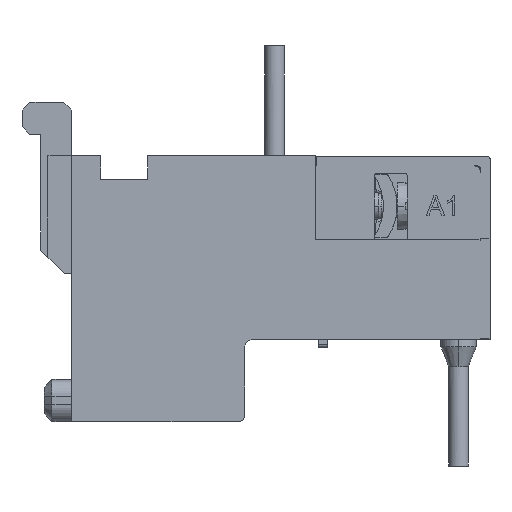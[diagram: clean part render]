
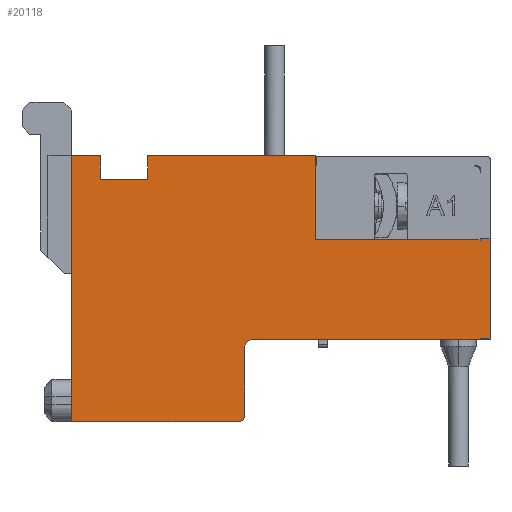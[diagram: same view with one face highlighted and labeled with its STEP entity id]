
A CAD part, left-side view. The second image highlights one B-rep face of the part: STEP entity #20118.
In plain terms, the highlighted planar face has unit normal (-1, 0, 0).
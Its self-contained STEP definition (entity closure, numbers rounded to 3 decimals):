
#2556=DIRECTION('',(0.,0.,1.));
#2557=VECTOR('',#2556,10.6);
#2558=CARTESIAN_POINT('',(-45.,21.,4.4));
#2559=LINE('',#2558,#2557);
#3438=DIRECTION('',(0.,1.,0.));
#3439=VECTOR('',#3438,29.);
#3440=CARTESIAN_POINT('',(-45.,0.,-8.4));
#3441=LINE('',#3440,#3439);
#3447=DIRECTION('',(0.,0.,1.));
#3448=VECTOR('',#3447,0.2);
#3449=CARTESIAN_POINT('',(-45.,0.,-8.4));
#3450=LINE('',#3449,#3448);
#3451=DIRECTION('',(0.,0.707,0.707));
#3452=VECTOR('',#3451,0.283);
#3453=CARTESIAN_POINT('',(-45.,0.,4.2));
#3454=LINE('',#3453,#3452);
#3455=DIRECTION('',(0.,0.,1.));
#3456=VECTOR('',#3455,0.3);
#3457=CARTESIAN_POINT('',(-45.,0.,4.2));
#3458=LINE('',#3457,#3456);
#3459=DIRECTION('',(0.,-1.,0.));
#3460=VECTOR('',#3459,1.2);
#3461=CARTESIAN_POINT('',(-45.,0.,4.5));
#3462=LINE('',#3461,#3460);
#3463=DIRECTION('',(0.,0.,-1.));
#3464=VECTOR('',#3463,12.7);
#3465=CARTESIAN_POINT('',(-45.,-1.2,4.5));
#3466=LINE('',#3465,#3464);
#3467=DIRECTION('',(0.,-1.,0.));
#3468=VECTOR('',#3467,1.2);
#3469=CARTESIAN_POINT('',(-45.,0.,-8.2));
#3470=LINE('',#3469,#3468);
#3471=DIRECTION('',(0.,0.,-1.));
#3472=VECTOR('',#3471,8.6);
#3473=CARTESIAN_POINT('',(-45.,30.,-9.4));
#3474=LINE('',#3473,#3472);
#3475=CARTESIAN_POINT('',(-45.,30.8,-18.));
#3476=DIRECTION('',(-1.,0.,0.));
#3477=DIRECTION('',(0.,0.,-1.));
#3478=AXIS2_PLACEMENT_3D('',#3475,#3476,#3477);
#3480=DIRECTION('',(0.,0.,1.));
#3481=VECTOR('',#3480,33.8);
#3482=CARTESIAN_POINT('',(-45.,52.,-18.8));
#3483=LINE('',#3482,#3481);
#3484=DIRECTION('',(0.,0.,-1.));
#3485=VECTOR('',#3484,3.);
#3486=CARTESIAN_POINT('',(-45.,48.3,15.));
#3487=LINE('',#3486,#3485);
#3488=DIRECTION('',(0.,-1.,0.));
#3489=VECTOR('',#3488,6.);
#3490=CARTESIAN_POINT('',(-45.,48.3,12.));
#3491=LINE('',#3490,#3489);
#3492=DIRECTION('',(0.,0.,-1.));
#3493=VECTOR('',#3492,3.);
#3494=CARTESIAN_POINT('',(-45.,42.3,15.));
#3495=LINE('',#3494,#3493);
#3496=DIRECTION('',(0.,1.,0.));
#3497=VECTOR('',#3496,20.8);
#3498=CARTESIAN_POINT('',(-45.,0.2,4.4));
#3499=LINE('',#3498,#3497);
#7476=CARTESIAN_POINT('',(-45.,29.,-9.4));
#7477=DIRECTION('',(1.,0.,0.));
#7478=DIRECTION('',(0.,1.,0.));
#7479=AXIS2_PLACEMENT_3D('',#7476,#7477,#7478);
#7506=DIRECTION('',(0.,1.,0.));
#7507=VECTOR('',#7506,21.2);
#7508=CARTESIAN_POINT('',(-45.,30.8,-18.8));
#7509=LINE('',#7508,#7507);
#7538=DIRECTION('',(0.,1.,0.));
#7539=VECTOR('',#7538,3.7);
#7540=CARTESIAN_POINT('',(-45.,48.3,15.));
#7541=LINE('',#7540,#7539);
#7812=DIRECTION('',(0.,1.,0.));
#7813=VECTOR('',#7812,21.3);
#7814=CARTESIAN_POINT('',(-45.,21.,15.));
#7815=LINE('',#7814,#7813);
#12937=CARTESIAN_POINT('',(-45.,21.,15.));
#12939=VERTEX_POINT('',#12937);
#13057=CARTESIAN_POINT('',(-45.,52.,15.));
#13059=VERTEX_POINT('',#13057);
#13255=CARTESIAN_POINT('',(-45.,48.3,12.));
#13256=CARTESIAN_POINT('',(-45.,42.3,12.));
#13257=VERTEX_POINT('',#13255);
#13258=VERTEX_POINT('',#13256);
#13259=CARTESIAN_POINT('',(-45.,42.3,15.));
#13260=VERTEX_POINT('',#13259);
#13261=CARTESIAN_POINT('',(-45.,48.3,15.));
#13262=VERTEX_POINT('',#13261);
#13291=CARTESIAN_POINT('',(-45.,52.,-18.8));
#13292=VERTEX_POINT('',#13291);
#13449=CARTESIAN_POINT('',(-45.,30.8,-18.8));
#13450=CARTESIAN_POINT('',(-45.,30.,-18.));
#13451=VERTEX_POINT('',#13449);
#13452=VERTEX_POINT('',#13450);
#13658=CARTESIAN_POINT('',(-45.,30.,-9.4));
#13660=VERTEX_POINT('',#13658);
#13662=CARTESIAN_POINT('',(-45.,29.,-8.4));
#13664=VERTEX_POINT('',#13662);
#13674=CARTESIAN_POINT('',(-45.,0.,-8.4));
#13675=VERTEX_POINT('',#13674);
#13913=CARTESIAN_POINT('',(-45.,0.2,4.4));
#13915=VERTEX_POINT('',#13913);
#14125=CARTESIAN_POINT('',(-45.,21.,4.4));
#14126=VERTEX_POINT('',#14125);
#15555=CARTESIAN_POINT('',(-45.,-1.2,-8.2));
#15557=VERTEX_POINT('',#15555);
#15597=CARTESIAN_POINT('',(-45.,0.,4.5));
#15598=CARTESIAN_POINT('',(-45.,-1.2,4.5));
#15599=VERTEX_POINT('',#15597);
#15600=VERTEX_POINT('',#15598);
#15765=CARTESIAN_POINT('',(-45.,0.,-8.2));
#15767=VERTEX_POINT('',#15765);
#15921=CARTESIAN_POINT('',(-45.,0.,4.2));
#15922=VERTEX_POINT('',#15921);
#20079=CARTESIAN_POINT('',(-45.,21.,4.5));
#20080=DIRECTION('',(-1.,0.,0.));
#20081=DIRECTION('',(0.,0.,-1.));
#20082=AXIS2_PLACEMENT_3D('',#20079,#20080,#20081);
#20083=PLANE('',#20082);
#20085=ORIENTED_EDGE('',*,*,#20084,.F.);
#20087=ORIENTED_EDGE('',*,*,#20086,.T.);
#20089=ORIENTED_EDGE('',*,*,#20088,.T.);
#20090=ORIENTED_EDGE('',*,*,#19983,.T.);
#20091=ORIENTED_EDGE('',*,*,#20072,.F.);
#20092=ORIENTED_EDGE('',*,*,#20061,.F.);
#20093=ORIENTED_EDGE('',*,*,#20048,.T.);
#20095=ORIENTED_EDGE('',*,*,#20094,.F.);
#20097=ORIENTED_EDGE('',*,*,#20096,.T.);
#20099=ORIENTED_EDGE('',*,*,#20098,.F.);
#20101=ORIENTED_EDGE('',*,*,#20100,.T.);
#20102=ORIENTED_EDGE('',*,*,#19605,.T.);
#20104=ORIENTED_EDGE('',*,*,#20103,.F.);
#20106=ORIENTED_EDGE('',*,*,#20105,.T.);
#20108=ORIENTED_EDGE('',*,*,#20107,.T.);
#20110=ORIENTED_EDGE('',*,*,#20109,.F.);
#20112=ORIENTED_EDGE('',*,*,#20111,.F.);
#20113=ORIENTED_EDGE('',*,*,#19075,.F.);
#20115=ORIENTED_EDGE('',*,*,#20114,.F.);
#20116=EDGE_LOOP('',(#20085,#20087,#20089,#20090,#20091,#20092,#20093,#20095,
#20097,#20099,#20101,#20102,#20104,#20106,#20108,#20110,#20112,#20113,#20115));
#20117=FACE_OUTER_BOUND('',#20116,.F.);
#20118=ADVANCED_FACE('',(#20117),#20083,.T.);
#3479=CIRCLE('',#3478,0.8);
#7480=CIRCLE('',#7479,1.);
#19075=EDGE_CURVE('',#14126,#12939,#2559,.T.);
#19605=EDGE_CURVE('',#13292,#13059,#3483,.T.);
#19983=EDGE_CURVE('',#15600,#15557,#3466,.T.);
#20048=EDGE_CURVE('',#13675,#13664,#3441,.T.);
#20061=EDGE_CURVE('',#13675,#15767,#3450,.T.);
#20072=EDGE_CURVE('',#15767,#15557,#3470,.T.);
#20084=EDGE_CURVE('',#15922,#13915,#3454,.T.);
#20086=EDGE_CURVE('',#15922,#15599,#3458,.T.);
#20088=EDGE_CURVE('',#15599,#15600,#3462,.T.);
#20094=EDGE_CURVE('',#13660,#13664,#7480,.T.);
#20096=EDGE_CURVE('',#13660,#13452,#3474,.T.);
#20098=EDGE_CURVE('',#13451,#13452,#3479,.T.);
#20100=EDGE_CURVE('',#13451,#13292,#7509,.T.);
#20103=EDGE_CURVE('',#13262,#13059,#7541,.T.);
#20105=EDGE_CURVE('',#13262,#13257,#3487,.T.);
#20107=EDGE_CURVE('',#13257,#13258,#3491,.T.);
#20109=EDGE_CURVE('',#13260,#13258,#3495,.T.);
#20111=EDGE_CURVE('',#12939,#13260,#7815,.T.);
#20114=EDGE_CURVE('',#13915,#14126,#3499,.T.);
